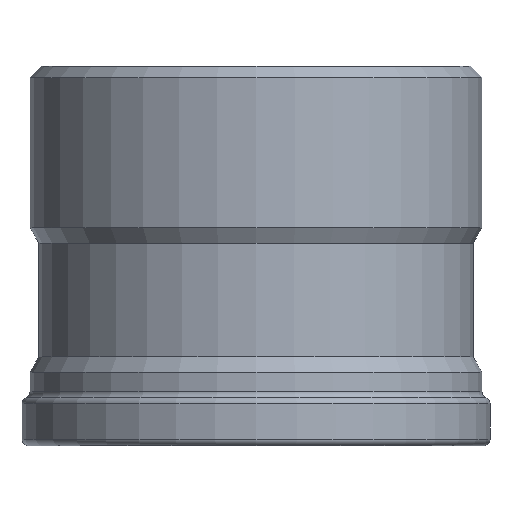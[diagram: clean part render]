
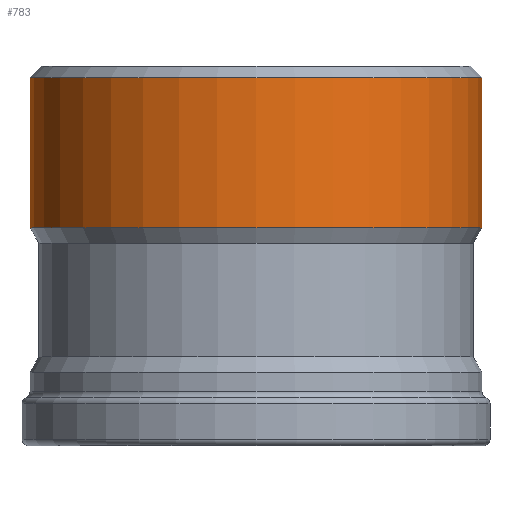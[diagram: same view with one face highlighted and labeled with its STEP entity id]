
A CAD part, left-side view. The second image highlights one B-rep face of the part: STEP entity #783.
In plain terms, the highlighted cylindrical face has radius 14 mm (diameter 28 mm), a partial arc.
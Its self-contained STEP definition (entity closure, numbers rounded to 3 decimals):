
#219=CARTESIAN_POINT('',(0.,0.,22.8));
#220=DIRECTION('',(0.,0.,1.));
#221=DIRECTION('',(0.,1.,0.));
#222=AXIS2_PLACEMENT_3D('',#219,#220,#221);
#227=CARTESIAN_POINT('',(0.,0.,13.5));
#228=DIRECTION('',(0.,0.,1.));
#229=DIRECTION('',(0.,1.,0.));
#230=AXIS2_PLACEMENT_3D('',#227,#228,#229);
#243=DIRECTION('',(0.,0.,1.));
#244=VECTOR('',#243,9.3);
#245=CARTESIAN_POINT('',(0.,14.,13.5));
#246=LINE('',#245,#244);
#258=DIRECTION('',(0.,0.,1.));
#259=VECTOR('',#258,9.3);
#260=CARTESIAN_POINT('',(0.,-14.,13.5));
#261=LINE('',#260,#259);
#555=CARTESIAN_POINT('',(0.,-14.,22.8));
#556=CARTESIAN_POINT('',(0.,14.,22.8));
#557=VERTEX_POINT('',#555);
#558=VERTEX_POINT('',#556);
#565=CARTESIAN_POINT('',(0.,14.,13.5));
#566=VERTEX_POINT('',#565);
#573=CARTESIAN_POINT('',(0.,-14.,13.5));
#574=VERTEX_POINT('',#573);
#769=CARTESIAN_POINT('',(0.,0.,-1.175));
#770=DIRECTION('',(0.,0.,1.));
#771=DIRECTION('',(0.,1.,0.));
#772=AXIS2_PLACEMENT_3D('',#769,#770,#771);
#773=CYLINDRICAL_SURFACE('',#772,14.);
#774=ORIENTED_EDGE('',*,*,#763,.T.);
#776=ORIENTED_EDGE('',*,*,#775,.F.);
#778=ORIENTED_EDGE('',*,*,#777,.F.);
#780=ORIENTED_EDGE('',*,*,#779,.T.);
#781=EDGE_LOOP('',(#774,#776,#778,#780));
#782=FACE_OUTER_BOUND('',#781,.F.);
#783=ADVANCED_FACE('',(#782),#773,.T.);
#223=CIRCLE('',#222,14.);
#231=CIRCLE('',#230,14.);
#763=EDGE_CURVE('',#558,#557,#223,.T.);
#775=EDGE_CURVE('',#574,#557,#261,.T.);
#777=EDGE_CURVE('',#566,#574,#231,.T.);
#779=EDGE_CURVE('',#566,#558,#246,.T.);
